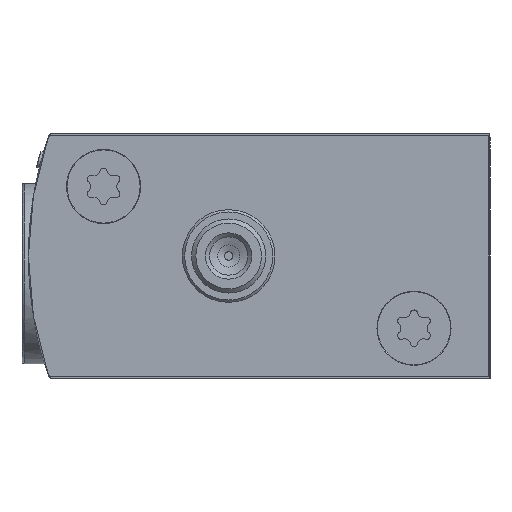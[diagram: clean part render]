
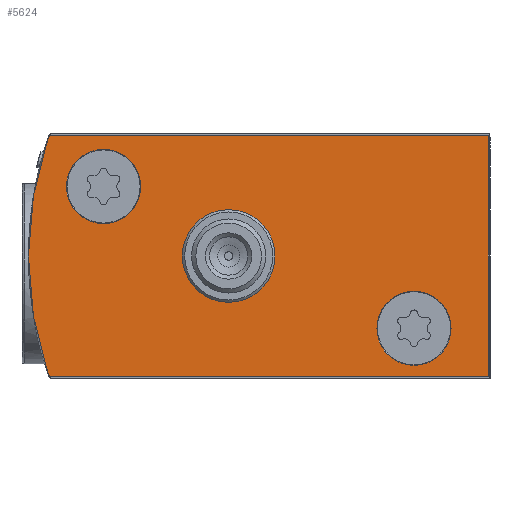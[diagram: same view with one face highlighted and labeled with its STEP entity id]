
A CAD part, left-side view. The second image highlights one B-rep face of the part: STEP entity #5624.
In plain terms, the highlighted planar face has unit normal (-1, 0, 0).
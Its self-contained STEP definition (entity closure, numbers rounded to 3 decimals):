
#571=LINE('',#10197,#1058);
#574=LINE('',#10203,#1061);
#585=LINE('',#10252,#1072);
#1058=VECTOR('',#8388,1000.);
#1061=VECTOR('',#8393,1000.);
#1072=VECTOR('',#8440,1000.);
#2299=ORIENTED_EDGE('',*,*,#3352,.F.);
#2300=ORIENTED_EDGE('',*,*,#3353,.T.);
#2301=ORIENTED_EDGE('',*,*,#3354,.T.);
#2302=ORIENTED_EDGE('',*,*,#3311,.F.);
#2303=ORIENTED_EDGE('',*,*,#3245,.F.);
#2304=ORIENTED_EDGE('',*,*,#3348,.F.);
#2305=ORIENTED_EDGE('',*,*,#3345,.F.);
#2306=ORIENTED_EDGE('',*,*,#3317,.F.);
#2307=ORIENTED_EDGE('',*,*,#3314,.F.);
#3245=EDGE_CURVE('',#3879,#3880,#4233,.T.);
#3311=EDGE_CURVE('',#3880,#3939,#4270,.T.);
#3314=EDGE_CURVE('',#3939,#3941,#571,.T.);
#3317=EDGE_CURVE('',#3941,#3943,#574,.T.);
#3345=EDGE_CURVE('',#3943,#3963,#585,.T.);
#3348=EDGE_CURVE('',#3963,#3879,#4289,.T.);
#3352=EDGE_CURVE('',#3967,#3967,#4293,.F.);
#3353=EDGE_CURVE('',#3968,#3968,#4294,.T.);
#3354=EDGE_CURVE('',#3969,#3969,#4295,.T.);
#3879=VERTEX_POINT('',#10054);
#3880=VERTEX_POINT('',#10055);
#3939=VERTEX_POINT('',#10192);
#3941=VERTEX_POINT('',#10198);
#3943=VERTEX_POINT('',#10204);
#3963=VERTEX_POINT('',#10253);
#3967=VERTEX_POINT('',#10267);
#3968=VERTEX_POINT('',#10269);
#3969=VERTEX_POINT('',#10271);
#4233=CIRCLE('',#6950,39.5);
#4270=CIRCLE('',#6999,0.2);
#4289=CIRCLE('',#7022,0.2);
#4293=CIRCLE('',#7028,5.);
#4294=CIRCLE('',#7029,4.);
#4295=CIRCLE('',#7030,4.);
#4633=EDGE_LOOP('',(#2299));
#4634=EDGE_LOOP('',(#2300));
#4635=EDGE_LOOP('',(#2301));
#4636=EDGE_LOOP('',(#2302,#2303,#2304,#2305,#2306,#2307));
#5071=FACE_BOUND('',#4633,.T.);
#5072=FACE_BOUND('',#4634,.T.);
#5073=FACE_BOUND('',#4635,.T.);
#5074=FACE_BOUND('',#4636,.T.);
#5354=PLANE('',#7027);
#5624=ADVANCED_FACE('',(#5071,#5072,#5073,#5074),#5354,.F.);
#6950=AXIS2_PLACEMENT_3D('',#10053,#8254,#8255);
#6999=AXIS2_PLACEMENT_3D('',#10191,#8381,#8382);
#7022=AXIS2_PLACEMENT_3D('',#10258,#8445,#8446);
#7027=AXIS2_PLACEMENT_3D('',#10265,#8455,#8456);
#7028=AXIS2_PLACEMENT_3D('',#10266,#8457,#8458);
#7029=AXIS2_PLACEMENT_3D('',#10268,#8459,#8460);
#7030=AXIS2_PLACEMENT_3D('',#10270,#8461,#8462);
#8254=DIRECTION('',(1.,0.,0.));
#8255=DIRECTION('',(0.,0.,-1.));
#8381=DIRECTION('',(1.,0.,0.));
#8382=DIRECTION('',(0.,0.,-1.));
#8388=DIRECTION('',(0.,-1.,0.));
#8393=DIRECTION('',(0.,0.,-1.));
#8440=DIRECTION('',(0.,1.,0.));
#8445=DIRECTION('',(1.,0.,0.));
#8446=DIRECTION('',(0.,0.,-1.));
#8455=DIRECTION('',(1.,0.,0.));
#8456=DIRECTION('',(0.,0.,-1.));
#8457=DIRECTION('',(1.,0.,0.));
#8458=DIRECTION('',(0.,0.,-1.));
#8459=DIRECTION('',(1.,0.,0.));
#8460=DIRECTION('',(0.,0.,-1.));
#8461=DIRECTION('',(1.,0.,0.));
#8462=DIRECTION('',(0.,0.,-1.));
#10053=CARTESIAN_POINT('',(0.,10.3,0.));
#10054=CARTESIAN_POINT('',(0.,47.663,-12.815));
#10055=CARTESIAN_POINT('',(0.,47.663,12.815));
#10191=CARTESIAN_POINT('',(0.,47.474,12.75));
#10192=CARTESIAN_POINT('',(0.,47.474,12.95));
#10197=CARTESIAN_POINT('',(0.,47.474,12.95));
#10198=CARTESIAN_POINT('',(0.,0.2,12.95));
#10203=CARTESIAN_POINT('',(0.,0.2,12.95));
#10204=CARTESIAN_POINT('',(0.,0.2,-12.95));
#10252=CARTESIAN_POINT('',(0.,0.2,-12.95));
#10253=CARTESIAN_POINT('',(0.,47.474,-12.95));
#10258=CARTESIAN_POINT('',(0.,47.474,-12.75));
#10265=CARTESIAN_POINT('',(0.,47.474,12.75));
#10266=CARTESIAN_POINT('',(0.,28.2,0.));
#10267=CARTESIAN_POINT('',(0.,28.2,-5.));
#10268=CARTESIAN_POINT('',(0.,41.7,7.5));
#10269=CARTESIAN_POINT('',(0.,41.7,3.5));
#10270=CARTESIAN_POINT('',(0.,8.2,-7.8));
#10271=CARTESIAN_POINT('',(0.,8.2,-11.8));
